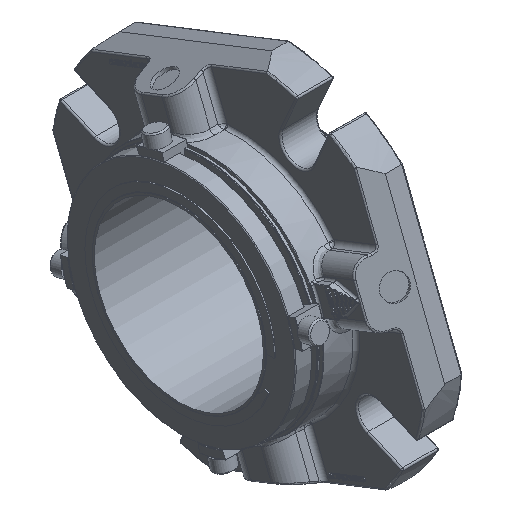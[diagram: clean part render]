
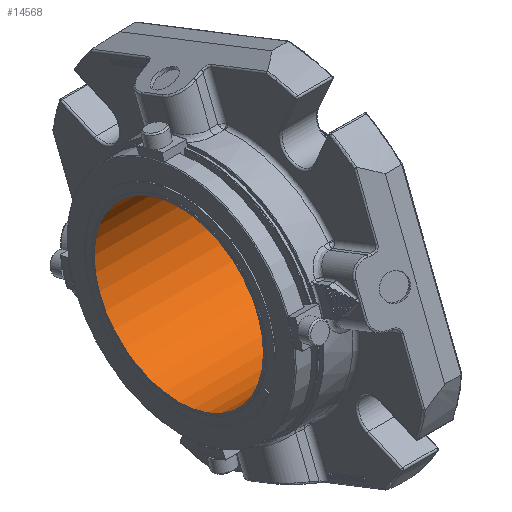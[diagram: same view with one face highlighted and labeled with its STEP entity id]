
A CAD part, isometric view. The second image highlights one B-rep face of the part: STEP entity #14568.
In plain terms, the highlighted cylindrical face has radius 53.975 mm (diameter 107.95 mm), a full revolution.
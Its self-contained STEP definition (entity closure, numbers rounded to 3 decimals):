
#3226=ORIENTED_EDGE('',*,*,#7828,.T.);
#3227=ORIENTED_EDGE('',*,*,#7829,.T.);
#7828=EDGE_CURVE('',#10129,#10129,#11578,.T.);
#7829=EDGE_CURVE('',#10130,#10130,#11579,.T.);
#10129=VERTEX_POINT('',#20765);
#10130=VERTEX_POINT('',#20767);
#11578=CIRCLE('',#15499,53.975);
#11579=CIRCLE('',#15500,53.975);
#12288=EDGE_LOOP('',(#3226));
#12289=EDGE_LOOP('',(#3227));
#13294=FACE_BOUND('',#12288,.T.);
#13295=FACE_BOUND('',#12289,.T.);
#14300=CYLINDRICAL_SURFACE('',#15498,53.975);
#14568=ADVANCED_FACE('',(#13294,#13295),#14300,.F.);
#15498=AXIS2_PLACEMENT_3D('',#20763,#16932,#16933);
#15499=AXIS2_PLACEMENT_3D('',#20764,#16934,#16935);
#15500=AXIS2_PLACEMENT_3D('',#20766,#16936,#16937);
#16932=DIRECTION('',(-1.,0.,0.));
#16933=DIRECTION('',(0.,-1.,0.));
#16934=DIRECTION('',(-1.,0.,0.));
#16935=DIRECTION('',(0.,0.,1.));
#16936=DIRECTION('',(1.,0.,0.));
#16937=DIRECTION('',(0.,0.,-1.));
#20763=CARTESIAN_POINT('',(177.965,0.,0.));
#20764=CARTESIAN_POINT('',(-72.466,0.,0.));
#20765=CARTESIAN_POINT('',(-72.466,0.,53.975));
#20766=CARTESIAN_POINT('',(10.998,0.,0.));
#20767=CARTESIAN_POINT('',(10.998,0.,-53.975));
